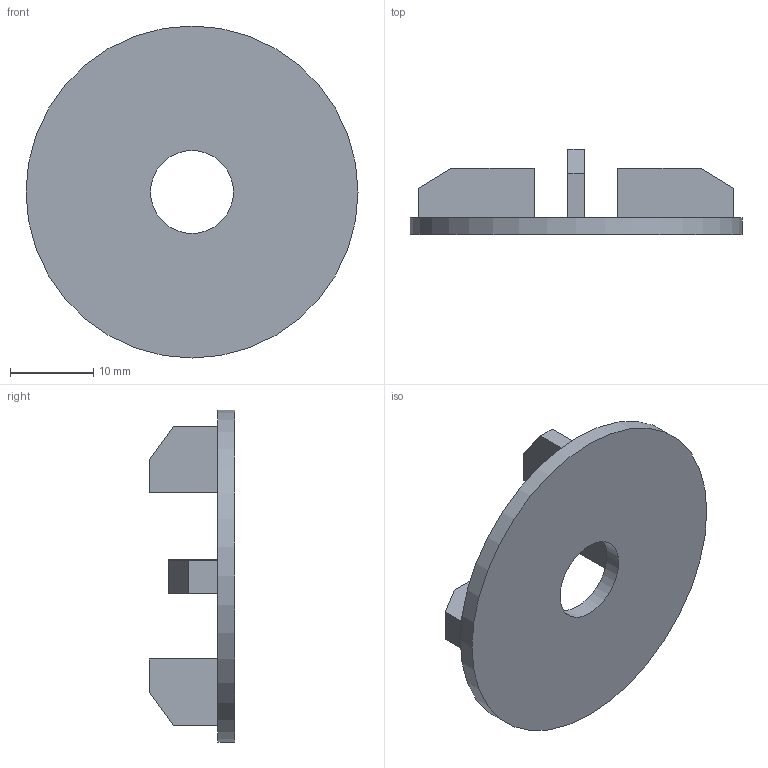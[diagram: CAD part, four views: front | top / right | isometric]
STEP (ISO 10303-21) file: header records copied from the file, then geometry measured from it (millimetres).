
FILE_DESCRIPTION(/* description */ (''),/* implementation_level */ '2;1');
FILE_NAME(/* name */ 'Pieza1.stp',/* time_stamp */ '2021-11-16T19:47:39-05:00',/* author */ ('Familia Zúñiga Vega'),/* organization */ (''),/* preprocessor_version */ 'ST-DEVELOPER v18.1',/* originating_system */ 'Autodesk Inventor 2021',/* authorisation */ '');
FILE_SCHEMA (('AUTOMOTIVE_DESIGN { 1 0 10303 214 3 1 1 }'));
Length unit declared in the file: millimetre
Products named in the file (1): Pieza1
Bounding box: 40 x 10.25 x 40 mm (x, y, z)
Volume: 3229.7 mm3; surface area: 3367.5 mm2
Topology: 1 solids, 1 shells, 28 faces, 71 edges, 47 vertices
Faces by surface type: plane 26, cylinder 2
Full cylindrical faces by diameter (mm): 10 x1, 40 x1
Entity records: 879 total; most frequent: CARTESIAN_POINT 147, ORIENTED_EDGE 142, DIRECTION 136, EDGE_CURVE 71, LINE 64, VECTOR 64, VERTEX_POINT 47, AXIS2_PLACEMENT_3D 36
